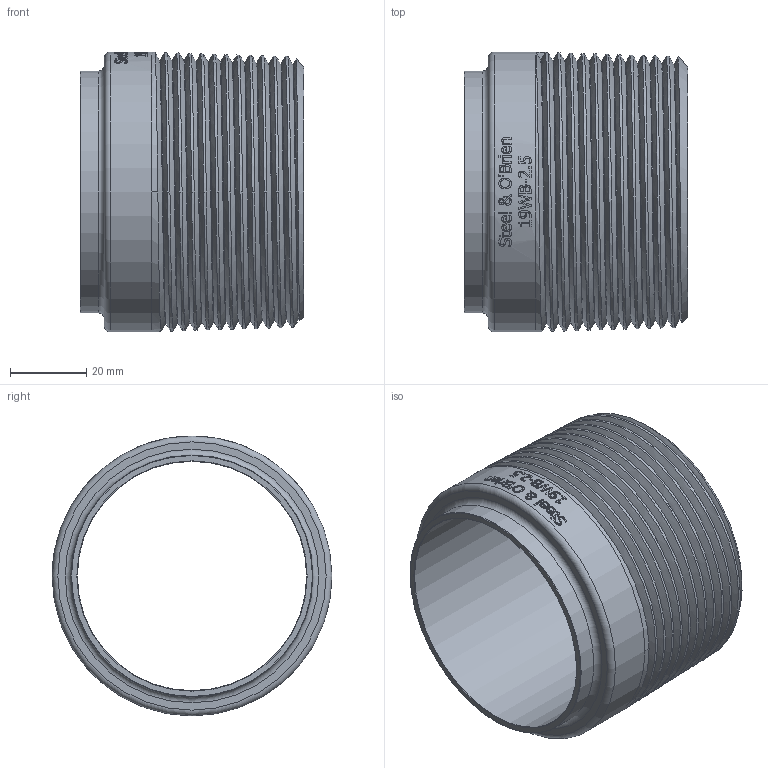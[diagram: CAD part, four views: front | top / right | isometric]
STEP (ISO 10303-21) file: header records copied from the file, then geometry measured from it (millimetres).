
FILE_DESCRIPTION(/* description */ (''),/* implementation_level */ '2;1');
FILE_NAME(/* name */ '19WB-2.5.stp',/* time_stamp */ '2021-12-07T09:45:43-05:00',/* author */ ('rick'),/* organization */ (''),/* preprocessor_version */ 'ST-DEVELOPER v18.1',/* originating_system */ 'Autodesk Inventor 2020',/* authorisation */ '');
FILE_SCHEMA (('AUTOMOTIVE_DESIGN { 1 0 10303 214 3 1 1 }'));
Length unit declared in the file: inch
Products named in the file (1): 19WB-2.5
Bounding box: 58.72 x 73.44 x 73.44 mm (x, y, z)
Volume: 61456.3 mm3; surface area: 31823.8 mm2
Topology: 1 solids, 1 shells, 375 faces, 1024 edges, 685 vertices
Faces by surface type: bspline 180, plane 140, cylinder 36, cone 14, torus 5
Full cylindrical faces by diameter (mm): 60.198 x1, 63.5 x1, 73.444 x1
Entity records: 19096 total; most frequent: CARTESIAN_POINT 10605, ORIENTED_EDGE 2048, DIRECTION 1225, EDGE_CURVE 1024, VERTEX_POINT 685, LINE 445, VECTOR 445, EDGE_LOOP 411
